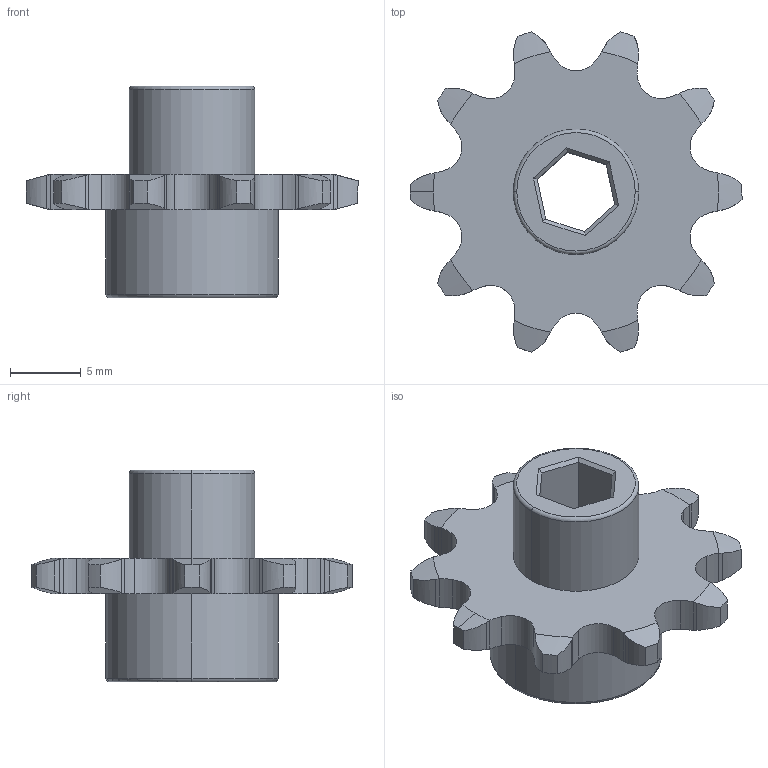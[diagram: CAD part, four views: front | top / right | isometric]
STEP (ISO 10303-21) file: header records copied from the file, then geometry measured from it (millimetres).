
FILE_DESCRIPTION (( 'STEP AP214' ), '1' );
FILE_NAME ('REV-41-1716-1 Sprocket, #25, 10T.STEP', '2019-07-24T20:10:32', ( '' ), ( '' ), 'SwSTEP 2.0', 'SolidWorks 2018', '' );
FILE_SCHEMA (( 'AUTOMOTIVE_DESIGN' ));
Length unit declared in the file: inch
Products named in the file (1): REV-41-1716-1 Sprocket, #25, 10T
Bounding box: 23.54 x 22.7 x 15 mm (x, y, z)
Volume: 1550.3 mm3; surface area: 1486.9 mm2
Topology: 1 solids, 1 shells, 153 faces, 430 edges, 280 vertices
Faces by surface type: cylinder 74, plane 50, cone 24, torus 5
Entity records: 5309 total; most frequent: CARTESIAN_POINT 1365, ORIENTED_EDGE 860, DIRECTION 771, EDGE_CURVE 430, AXIS2_PLACEMENT_3D 288, VERTEX_POINT 280, LINE 195, VECTOR 195
